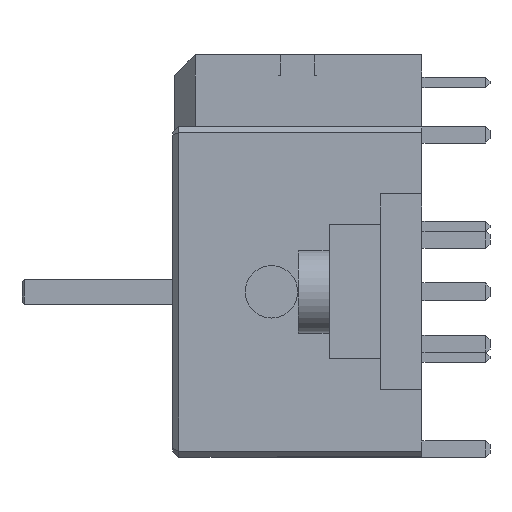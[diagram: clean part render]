
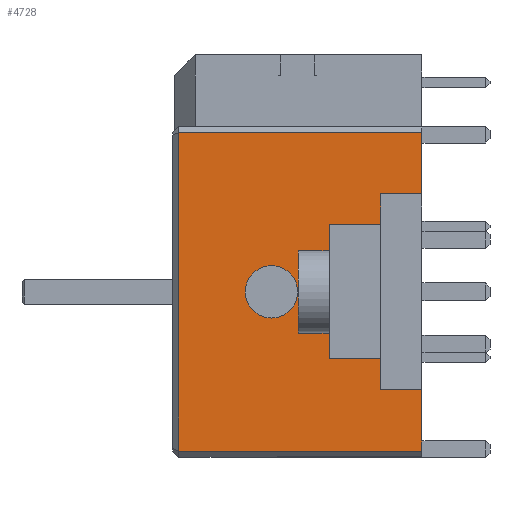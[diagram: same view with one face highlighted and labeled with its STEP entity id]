
A CAD part, left-side view. The second image highlights one B-rep face of the part: STEP entity #4728.
In plain terms, the highlighted planar face has unit normal (-1, 0, 0).
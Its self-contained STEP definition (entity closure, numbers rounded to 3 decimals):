
#298 = DIRECTION ( 'NONE',  ( 0., -1., 0. ) ) ;
#833 = CARTESIAN_POINT ( 'NONE',  ( -8., 11.8, -7.72 ) ) ;
#967 = ORIENTED_EDGE ( 'NONE', *, *, #6837, .F. ) ;
#1203 = ORIENTED_EDGE ( 'NONE', *, *, #9626, .F. ) ;
#2129 = VECTOR ( 'NONE', #15403, 1000. ) ;
#2405 = VERTEX_POINT ( 'NONE', #5005 ) ;
#2486 = LINE ( 'NONE', #7154, #20728 ) ;
#2525 = CARTESIAN_POINT ( 'NONE',  ( -8., 0., -28.08 ) ) ;
#2602 = EDGE_CURVE ( 'NONE', #22673, #13733, #2486, .T. ) ;
#2768 = VERTEX_POINT ( 'NONE', #8801 ) ;
#2846 = FACE_BOUND ( 'NONE', #6830, .T. ) ;
#3064 = CARTESIAN_POINT ( 'NONE',  ( -8., 0., 0. ) ) ;
#3263 = VERTEX_POINT ( 'NONE', #11905 ) ;
#3485 = EDGE_CURVE ( 'NONE', #22673, #3263, #5714, .T. ) ;
#3922 = CARTESIAN_POINT ( 'NONE',  ( -8., 7.3, 0. ) ) ;
#4234 = LINE ( 'NONE', #10957, #12752 ) ;
#4312 = CARTESIAN_POINT ( 'NONE',  ( -8., 7.3, 0. ) ) ;
#4327 = ORIENTED_EDGE ( 'NONE', *, *, #7599, .T. ) ;
#4371 = VERTEX_POINT ( 'NONE', #833 ) ;
#4607 = CARTESIAN_POINT ( 'NONE',  ( -8., 7.3, -1.27 ) ) ;
#4704 = DIRECTION ( 'NONE',  ( 0., -1., 0. ) ) ;
#4725 = VERTEX_POINT ( 'NONE', #7804 ) ;
#4728 = ADVANCED_FACE ( 'NONE', ( #22182, #2846 ), #7657, .F. ) ;
#5005 = CARTESIAN_POINT ( 'NONE',  ( -8., 11.8, 7.72 ) ) ;
#5348 = EDGE_CURVE ( 'NONE', #4371, #4725, #16318, .T. ) ;
#5443 = DIRECTION ( 'NONE',  ( 0., 0., 1. ) ) ;
#5662 = ORIENTED_EDGE ( 'NONE', *, *, #7511, .F. ) ;
#5714 = LINE ( 'NONE', #17872, #11470 ) ;
#5779 = ORIENTED_EDGE ( 'NONE', *, *, #12491, .T. ) ;
#6430 = AXIS2_PLACEMENT_3D ( 'NONE', #2525, #12892, #19975 ) ;
#6830 = EDGE_LOOP ( 'NONE', ( #5662, #967 ) ) ;
#6837 = EDGE_CURVE ( 'NONE', #14556, #15009, #18936, .T. ) ;
#7045 = DIRECTION ( 'NONE',  ( 0., 0., 1. ) ) ;
#7154 = CARTESIAN_POINT ( 'NONE',  ( -8., 2., -4.75 ) ) ;
#7166 = CARTESIAN_POINT ( 'NONE',  ( -8., 0., 0. ) ) ;
#7511 = EDGE_CURVE ( 'NONE', #15009, #14556, #14993, .T. ) ;
#7599 = EDGE_CURVE ( 'NONE', #3263, #2768, #4234, .T. ) ;
#7657 = PLANE ( 'NONE',  #6430 ) ;
#7804 = CARTESIAN_POINT ( 'NONE',  ( -8., 0., -7.72 ) ) ;
#7849 = CARTESIAN_POINT ( 'NONE',  ( -8., 7.3, 1.27 ) ) ;
#8176 = VECTOR ( 'NONE', #8785, 1000. ) ;
#8444 = VECTOR ( 'NONE', #10158, 1000. ) ;
#8536 = CARTESIAN_POINT ( 'NONE',  ( -8., 12.1, 7.72 ) ) ;
#8785 = DIRECTION ( 'NONE',  ( 0., 0., -1. ) ) ;
#8801 = CARTESIAN_POINT ( 'NONE',  ( -8., 0., 4.75 ) ) ;
#8837 = VERTEX_POINT ( 'NONE', #15239 ) ;
#8983 = ORIENTED_EDGE ( 'NONE', *, *, #5348, .T. ) ;
#9040 = EDGE_LOOP ( 'NONE', ( #5779, #11903, #8983, #1203, #16718, #12599, #4327, #11326 ) ) ;
#9626 = EDGE_CURVE ( 'NONE', #13733, #4725, #17308, .T. ) ;
#10158 = DIRECTION ( 'NONE',  ( 0., 1., 0. ) ) ;
#10544 = CARTESIAN_POINT ( 'NONE',  ( -8., 2., -4.75 ) ) ;
#10957 = CARTESIAN_POINT ( 'NONE',  ( -8., 2., 4.75 ) ) ;
#11326 = ORIENTED_EDGE ( 'NONE', *, *, #12920, .F. ) ;
#11470 = VECTOR ( 'NONE', #5443, 1000. ) ;
#11903 = ORIENTED_EDGE ( 'NONE', *, *, #21121, .T. ) ;
#11905 = CARTESIAN_POINT ( 'NONE',  ( -8., 2., 4.75 ) ) ;
#12097 = DIRECTION ( 'NONE',  ( 0., 0., -1. ) ) ;
#12418 = DIRECTION ( 'NONE',  ( -1., 0., 0. ) ) ;
#12491 = EDGE_CURVE ( 'NONE', #8837, #2405, #16480, .T. ) ;
#12599 = ORIENTED_EDGE ( 'NONE', *, *, #3485, .T. ) ;
#12752 = VECTOR ( 'NONE', #14446, 1000. ) ;
#12892 = DIRECTION ( 'NONE',  ( 1., 0., 0. ) ) ;
#12920 = EDGE_CURVE ( 'NONE', #8837, #2768, #17839, .T. ) ;
#13150 = DIRECTION ( 'NONE',  ( 0., 0., 1. ) ) ;
#13733 = VERTEX_POINT ( 'NONE', #18482 ) ;
#13816 = VECTOR ( 'NONE', #4704, 1000. ) ;
#14116 = CARTESIAN_POINT ( 'NONE',  ( -8., 11.8, -28.08 ) ) ;
#14446 = DIRECTION ( 'NONE',  ( 0., -1., 0. ) ) ;
#14556 = VERTEX_POINT ( 'NONE', #7849 ) ;
#14993 = CIRCLE ( 'NONE', #16071, 1.27 ) ;
#15009 = VERTEX_POINT ( 'NONE', #4607 ) ;
#15239 = CARTESIAN_POINT ( 'NONE',  ( -8., 0., 7.72 ) ) ;
#15352 = VECTOR ( 'NONE', #12097, 1000. ) ;
#15403 = DIRECTION ( 'NONE',  ( 0., 0., -1. ) ) ;
#16071 = AXIS2_PLACEMENT_3D ( 'NONE', #3922, #12418, #7045 ) ;
#16318 = LINE ( 'NONE', #18726, #13816 ) ;
#16480 = LINE ( 'NONE', #8536, #8444 ) ;
#16718 = ORIENTED_EDGE ( 'NONE', *, *, #2602, .F. ) ;
#17308 = LINE ( 'NONE', #7166, #8176 ) ;
#17839 = LINE ( 'NONE', #3064, #2129 ) ;
#17872 = CARTESIAN_POINT ( 'NONE',  ( -8., 2., -4.75 ) ) ;
#18482 = CARTESIAN_POINT ( 'NONE',  ( -8., 0., -4.75 ) ) ;
#18726 = CARTESIAN_POINT ( 'NONE',  ( -8., 0., -7.72 ) ) ;
#18936 = CIRCLE ( 'NONE', #20176, 1.27 ) ;
#19975 = DIRECTION ( 'NONE',  ( 0., 0., -1. ) ) ;
#20176 = AXIS2_PLACEMENT_3D ( 'NONE', #4312, #22229, #13150 ) ;
#20728 = VECTOR ( 'NONE', #298, 1000. ) ;
#21121 = EDGE_CURVE ( 'NONE', #2405, #4371, #21738, .T. ) ;
#21738 = LINE ( 'NONE', #14116, #15352 ) ;
#22182 = FACE_OUTER_BOUND ( 'NONE', #9040, .T. ) ;
#22229 = DIRECTION ( 'NONE',  ( -1., 0., 0. ) ) ;
#22673 = VERTEX_POINT ( 'NONE', #10544 ) ;
